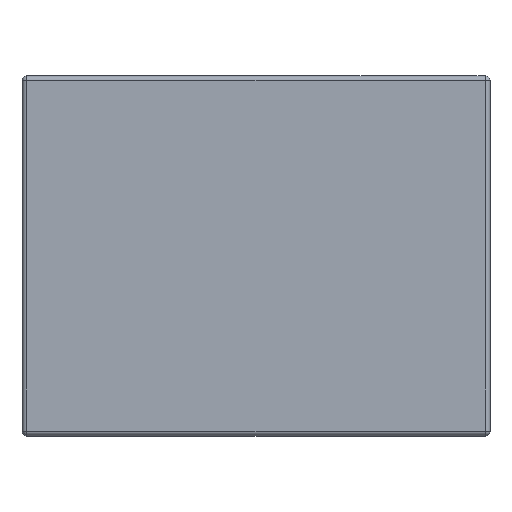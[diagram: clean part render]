
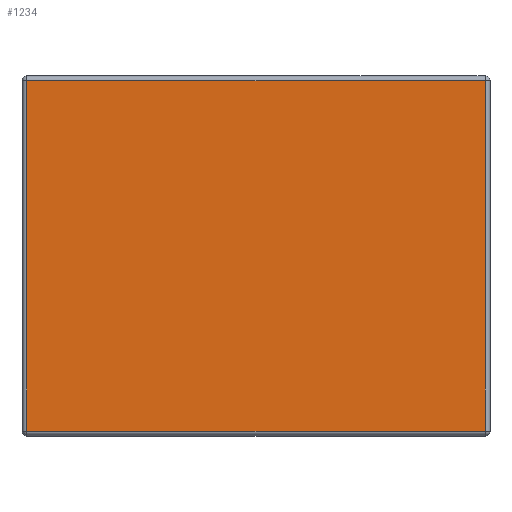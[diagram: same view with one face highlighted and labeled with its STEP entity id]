
A CAD part, top view. The second image highlights one B-rep face of the part: STEP entity #1234.
In plain terms, the highlighted planar face has unit normal (0, 0, 1).
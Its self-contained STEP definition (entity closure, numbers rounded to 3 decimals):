
#627 = VERTEX_POINT('',#628);
#628 = CARTESIAN_POINT('',(5.301,7.301,12.2));
#635 = EDGE_CURVE('',#627,#636,#638,.T.);
#636 = VERTEX_POINT('',#637);
#637 = CARTESIAN_POINT('',(5.301,-28.399,12.2));
#638 = LINE('',#639,#640);
#639 = CARTESIAN_POINT('',(5.301,-1.374,12.2));
#640 = VECTOR('',#641,1.);
#641 = DIRECTION('',(0.,-1.,0.));
#1234 = ADVANCED_FACE('',(#1235),#1260,.T.);
#1235 = FACE_BOUND('',#1236,.T.);
#1236 = EDGE_LOOP('',(#1237,#1245,#1246,#1254));
#1237 = ORIENTED_EDGE('',*,*,#1238,.F.);
#1238 = EDGE_CURVE('',#636,#1239,#1241,.T.);
#1239 = VERTEX_POINT('',#1240);
#1240 = CARTESIAN_POINT('',(-41.399,-28.399,12.2));
#1241 = LINE('',#1242,#1243);
#1242 = CARTESIAN_POINT('',(-6.124,-28.399,12.2));
#1243 = VECTOR('',#1244,1.);
#1244 = DIRECTION('',(-1.,0.,0.));
#1245 = ORIENTED_EDGE('',*,*,#635,.F.);
#1246 = ORIENTED_EDGE('',*,*,#1247,.F.);
#1247 = EDGE_CURVE('',#1248,#627,#1250,.T.);
#1248 = VERTEX_POINT('',#1249);
#1249 = CARTESIAN_POINT('',(-41.399,7.301,12.2));
#1250 = LINE('',#1251,#1252);
#1251 = CARTESIAN_POINT('',(-29.974,7.301,12.2));
#1252 = VECTOR('',#1253,1.);
#1253 = DIRECTION('',(1.,0.,0.));
#1254 = ORIENTED_EDGE('',*,*,#1255,.F.);
#1255 = EDGE_CURVE('',#1239,#1248,#1256,.T.);
#1256 = LINE('',#1257,#1258);
#1257 = CARTESIAN_POINT('',(-41.399,-19.724,12.2));
#1258 = VECTOR('',#1259,1.);
#1259 = DIRECTION('',(0.,1.,0.));
#1260 = PLANE('',#1261);
#1261 = AXIS2_PLACEMENT_3D('',#1262,#1263,#1264);
#1262 = CARTESIAN_POINT('',(-18.049,-10.549,12.2));
#1263 = DIRECTION('',(0.,0.,1.));
#1264 = DIRECTION('',(1.,0.,0.));
